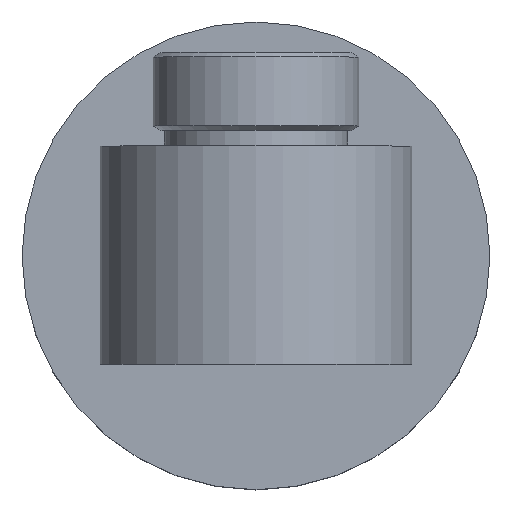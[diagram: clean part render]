
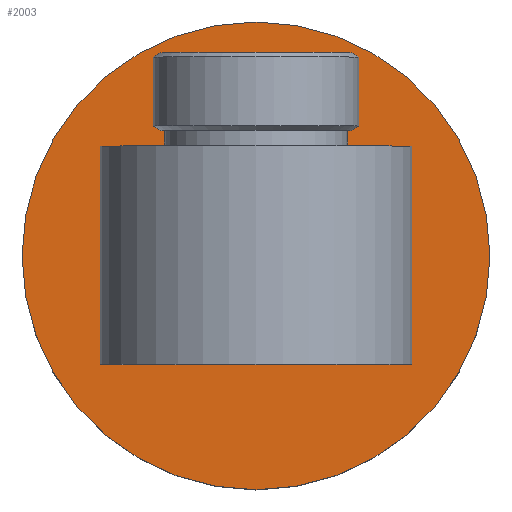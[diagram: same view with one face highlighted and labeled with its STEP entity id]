
A CAD part, top view. The second image highlights one B-rep face of the part: STEP entity #2003.
In plain terms, the highlighted planar face has unit normal (0, 0, 1).
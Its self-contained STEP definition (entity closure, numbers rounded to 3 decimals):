
#1606=CARTESIAN_POINT('',(0.,14.,-45.));
#1607=DIRECTION('',(0.,0.,1.));
#1608=DIRECTION('',(-1.,0.,0.));
#1609=AXIS2_PLACEMENT_3D('',#1606,#1607,#1608);
#1611=CARTESIAN_POINT('',(0.,14.,-45.));
#1612=DIRECTION('',(0.,0.,-1.));
#1613=DIRECTION('',(-1.,0.,0.));
#1614=AXIS2_PLACEMENT_3D('',#1611,#1612,#1613);
#1616=CARTESIAN_POINT('',(0.,14.,-45.));
#1617=DIRECTION('',(0.,0.,1.));
#1618=DIRECTION('',(-1.,0.,0.));
#1619=AXIS2_PLACEMENT_3D('',#1616,#1617,#1618);
#1621=CARTESIAN_POINT('',(0.,14.,-45.));
#1622=DIRECTION('',(0.,0.,-1.));
#1623=DIRECTION('',(-1.,0.,0.));
#1624=AXIS2_PLACEMENT_3D('',#1621,#1622,#1623);
#1655=CARTESIAN_POINT('',(-30.,14.,-45.));
#1657=VERTEX_POINT('',#1655);
#1658=CARTESIAN_POINT('',(-12.25,14.,-45.));
#1660=VERTEX_POINT('',#1658);
#1675=CARTESIAN_POINT('',(30.,14.,-45.));
#1677=VERTEX_POINT('',#1675);
#1678=CARTESIAN_POINT('',(12.25,14.,-45.));
#1680=VERTEX_POINT('',#1678);
#1988=CARTESIAN_POINT('',(0.,14.,-45.));
#1989=DIRECTION('',(0.,0.,-1.));
#1990=DIRECTION('',(1.,0.,0.));
#1991=AXIS2_PLACEMENT_3D('',#1988,#1989,#1990);
#1992=PLANE('',#1991);
#1994=ORIENTED_EDGE('',*,*,#1993,.F.);
#1996=ORIENTED_EDGE('',*,*,#1995,.T.);
#1997=EDGE_LOOP('',(#1994,#1996));
#1998=FACE_OUTER_BOUND('',#1997,.F.);
#1999=ORIENTED_EDGE('',*,*,#1969,.F.);
#2000=ORIENTED_EDGE('',*,*,#1946,.T.);
#2001=EDGE_LOOP('',(#1999,#2000));
#2002=FACE_BOUND('',#2001,.F.);
#2003=ADVANCED_FACE('',(#1998,#2002),#1992,.F.);
#1610=CIRCLE('',#1609,12.25);
#1615=CIRCLE('',#1614,12.25);
#1620=CIRCLE('',#1619,30.);
#1625=CIRCLE('',#1624,30.);
#1946=EDGE_CURVE('',#1660,#1680,#1610,.T.);
#1969=EDGE_CURVE('',#1660,#1680,#1615,.T.);
#1993=EDGE_CURVE('',#1657,#1677,#1620,.T.);
#1995=EDGE_CURVE('',#1657,#1677,#1625,.T.);
